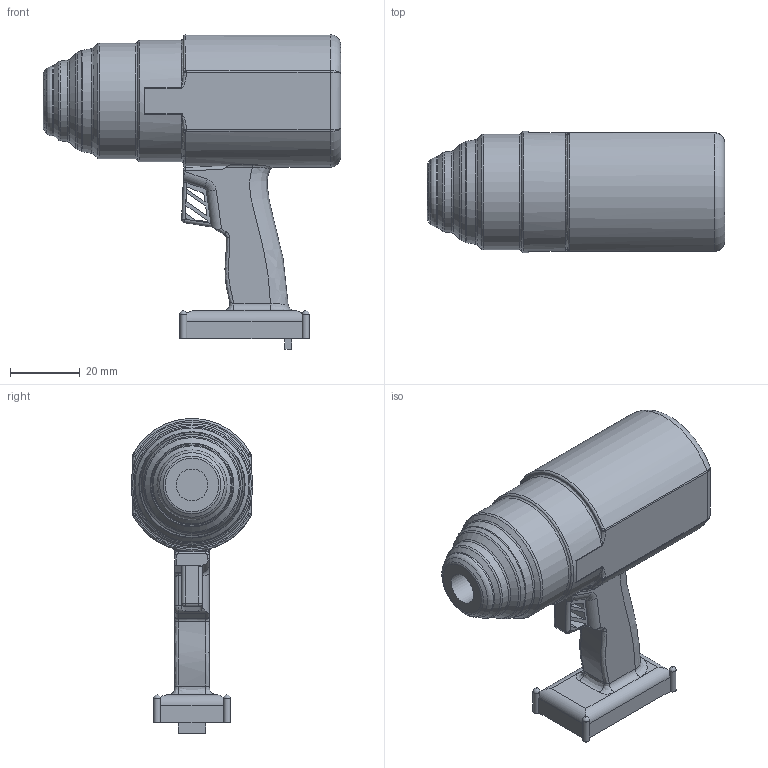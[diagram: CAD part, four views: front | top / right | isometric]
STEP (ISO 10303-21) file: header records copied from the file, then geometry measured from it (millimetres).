
FILE_DESCRIPTION(/* description */ (''),/* implementation_level */ '2;1');
FILE_NAME(/* name */ 'Construct Drill TOP.step',/* time_stamp */ '2025-12-31T22:22:34Z',/* author */ (''),/* organization */ (''),/* preprocessor_version */ 'ST-DEVELOPER v20.1',/* originating_system */ 'Autodesk Translation Framework v14.21.0.0',/* authorisation */ '');
FILE_SCHEMA (('AUTOMOTIVE_DESIGN { 1 0 10303 214 3 1 1 }'));
Length unit declared in the file: millimetre
Products named in the file (1): 2025-12-24-19-19-35-804
Bounding box: 85 x 34.81 x 89.94 mm (x, y, z)
Volume: 89262 mm3; surface area: 16126 mm2
Topology: 1 solids, 1 shells, 176 faces, 456 edges, 268 vertices
Faces by surface type: cylinder 50, plane 48, bspline 47, torus 18, cone 7, sphere 6
Full cylindrical faces by diameter (mm): 2 x4, 9.102 x1, 20.022 x1, 33.106 x1, 34.813 x1
Entity records: 7173 total; most frequent: CARTESIAN_POINT 3064, ORIENTED_EDGE 880, DIRECTION 758, EDGE_CURVE 440, AXIS2_PLACEMENT_3D 290, VERTEX_POINT 268, EDGE_LOOP 186, LINE 178
